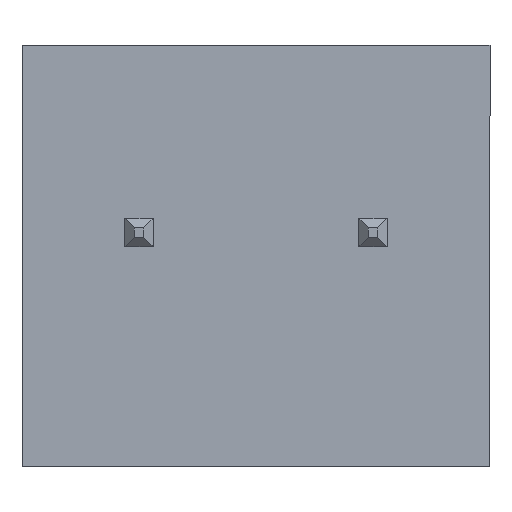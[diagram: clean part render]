
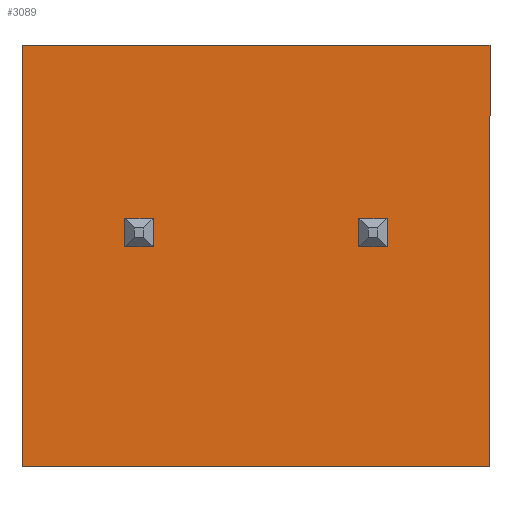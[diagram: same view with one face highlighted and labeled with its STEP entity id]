
A CAD part, front view. The second image highlights one B-rep face of the part: STEP entity #3089.
In plain terms, the highlighted planar face has unit normal (0, -1, 0).
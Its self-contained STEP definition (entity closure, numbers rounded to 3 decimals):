
#56 = DIRECTION ( 'NONE',  ( 1., 0., 0. ) ) ;
#116 = DIRECTION ( 'NONE',  ( 0., 1., 0. ) ) ;
#140 = DIRECTION ( 'NONE',  ( 0., 0., -1. ) ) ;
#172 = CARTESIAN_POINT ( 'NONE',  ( 4.7, 0., 0.3 ) ) ;
#240 = LINE ( 'NONE', #2653, #2177 ) ;
#269 = VECTOR ( 'NONE', #445, 1000. ) ;
#278 = ORIENTED_EDGE ( 'NONE', *, *, #2108, .T. ) ;
#318 = VECTOR ( 'NONE', #1346, 1000. ) ;
#357 = VECTOR ( 'NONE', #2824, 1000. ) ;
#370 = DIRECTION ( 'NONE',  ( 0., 0., 1. ) ) ;
#394 = DIRECTION ( 'NONE',  ( -1., 0., 0. ) ) ;
#444 = EDGE_CURVE ( 'NONE', #1588, #1381, #2440, .T. ) ;
#445 = DIRECTION ( 'NONE',  ( 0., 0., 1. ) ) ;
#460 = EDGE_LOOP ( 'NONE', ( #1726, #1880, #3057, #1630 ) ) ;
#461 = VERTEX_POINT ( 'NONE', #1380 ) ;
#500 = LINE ( 'NONE', #2333, #1176 ) ;
#687 = CARTESIAN_POINT ( 'NONE',  ( 5.3, 0., -0.3 ) ) ;
#693 = LINE ( 'NONE', #1089, #2695 ) ;
#716 = ORIENTED_EDGE ( 'NONE', *, *, #2720, .F. ) ;
#793 = ORIENTED_EDGE ( 'NONE', *, *, #2929, .T. ) ;
#838 = PLANE ( 'NONE',  #2296 ) ;
#843 = VECTOR ( 'NONE', #1317, 1000. ) ;
#875 = EDGE_LOOP ( 'NONE', ( #985, #2620, #716, #2040 ) ) ;
#885 = VECTOR ( 'NONE', #394, 1000. ) ;
#912 = VERTEX_POINT ( 'NONE', #2299 ) ;
#938 = LINE ( 'NONE', #172, #2762 ) ;
#946 = FACE_BOUND ( 'NONE', #1922, .T. ) ;
#962 = LINE ( 'NONE', #2790, #318 ) ;
#972 = CARTESIAN_POINT ( 'NONE',  ( 5.3, 0., 0.3 ) ) ;
#977 = EDGE_CURVE ( 'NONE', #2655, #1845, #2630, .T. ) ;
#985 = ORIENTED_EDGE ( 'NONE', *, *, #1673, .F. ) ;
#987 = LINE ( 'NONE', #1197, #269 ) ;
#991 = ORIENTED_EDGE ( 'NONE', *, *, #977, .T. ) ;
#997 = EDGE_CURVE ( 'NONE', #2952, #2655, #2697, .T. ) ;
#1006 = CARTESIAN_POINT ( 'NONE',  ( 0.3, 0., 0.3 ) ) ;
#1058 = EDGE_CURVE ( 'NONE', #461, #2208, #962, .T. ) ;
#1059 = LINE ( 'NONE', #1771, #1543 ) ;
#1089 = CARTESIAN_POINT ( 'NONE',  ( 0.3, 0., 0.3 ) ) ;
#1176 = VECTOR ( 'NONE', #2590, 1000. ) ;
#1197 = CARTESIAN_POINT ( 'NONE',  ( -2.5, 0., -5. ) ) ;
#1317 = DIRECTION ( 'NONE',  ( 0., 0., -1. ) ) ;
#1346 = DIRECTION ( 'NONE',  ( -1., 0., 0. ) ) ;
#1347 = CARTESIAN_POINT ( 'NONE',  ( 4.7, 0., 0.3 ) ) ;
#1380 = CARTESIAN_POINT ( 'NONE',  ( 7.5, 0., -5. ) ) ;
#1381 = VERTEX_POINT ( 'NONE', #2235 ) ;
#1383 = CARTESIAN_POINT ( 'NONE',  ( 0.3, 0., -0.3 ) ) ;
#1543 = VECTOR ( 'NONE', #56, 1000. ) ;
#1549 = LINE ( 'NONE', #3052, #357 ) ;
#1558 = DIRECTION ( 'NONE',  ( 1., 0., 0. ) ) ;
#1582 = FACE_BOUND ( 'NONE', #460, .T. ) ;
#1588 = VERTEX_POINT ( 'NONE', #3016 ) ;
#1630 = ORIENTED_EDGE ( 'NONE', *, *, #3084, .T. ) ;
#1673 = EDGE_CURVE ( 'NONE', #2208, #912, #987, .T. ) ;
#1726 = ORIENTED_EDGE ( 'NONE', *, *, #2700, .T. ) ;
#1771 = CARTESIAN_POINT ( 'NONE',  ( -2.5, 0., 4. ) ) ;
#1845 = VERTEX_POINT ( 'NONE', #2404 ) ;
#1856 = DIRECTION ( 'NONE',  ( 0., 0., 1. ) ) ;
#1880 = ORIENTED_EDGE ( 'NONE', *, *, #444, .T. ) ;
#1922 = EDGE_LOOP ( 'NONE', ( #991, #278, #793, #2732 ) ) ;
#1993 = FACE_OUTER_BOUND ( 'NONE', #875, .T. ) ;
#1995 = EDGE_CURVE ( 'NONE', #912, #2489, #1059, .T. ) ;
#2006 = CARTESIAN_POINT ( 'NONE',  ( 0., 0., 0. ) ) ;
#2040 = ORIENTED_EDGE ( 'NONE', *, *, #1995, .F. ) ;
#2045 = CARTESIAN_POINT ( 'NONE',  ( 5.3, 0., 0.3 ) ) ;
#2056 = DIRECTION ( 'NONE',  ( 0., 0., 1. ) ) ;
#2066 = LINE ( 'NONE', #2706, #843 ) ;
#2108 = EDGE_CURVE ( 'NONE', #1845, #2526, #938, .T. ) ;
#2154 = VECTOR ( 'NONE', #2056, 1000. ) ;
#2177 = VECTOR ( 'NONE', #2886, 1000. ) ;
#2208 = VERTEX_POINT ( 'NONE', #2846 ) ;
#2235 = CARTESIAN_POINT ( 'NONE',  ( -0.3, 0., 0.3 ) ) ;
#2269 = CARTESIAN_POINT ( 'NONE',  ( 7.5, 0., 4. ) ) ;
#2296 = AXIS2_PLACEMENT_3D ( 'NONE', #2006, #116, #370 ) ;
#2299 = CARTESIAN_POINT ( 'NONE',  ( -2.5, 0., 4. ) ) ;
#2333 = CARTESIAN_POINT ( 'NONE',  ( 0.3, 0., -0.3 ) ) ;
#2404 = CARTESIAN_POINT ( 'NONE',  ( 4.7, 0., -0.3 ) ) ;
#2440 = LINE ( 'NONE', #2982, #2154 ) ;
#2489 = VERTEX_POINT ( 'NONE', #2269 ) ;
#2517 = VECTOR ( 'NONE', #140, 1000. ) ;
#2526 = VERTEX_POINT ( 'NONE', #1347 ) ;
#2590 = DIRECTION ( 'NONE',  ( -1., 0., 0. ) ) ;
#2620 = ORIENTED_EDGE ( 'NONE', *, *, #1058, .F. ) ;
#2625 = EDGE_CURVE ( 'NONE', #1381, #3039, #693, .T. ) ;
#2630 = LINE ( 'NONE', #2989, #885 ) ;
#2653 = CARTESIAN_POINT ( 'NONE',  ( 5.3, 0., 0.3 ) ) ;
#2655 = VERTEX_POINT ( 'NONE', #687 ) ;
#2689 = VERTEX_POINT ( 'NONE', #1383 ) ;
#2695 = VECTOR ( 'NONE', #1558, 1000. ) ;
#2697 = LINE ( 'NONE', #2045, #2517 ) ;
#2700 = EDGE_CURVE ( 'NONE', #2689, #1588, #500, .T. ) ;
#2706 = CARTESIAN_POINT ( 'NONE',  ( 0.3, 0., 0.3 ) ) ;
#2720 = EDGE_CURVE ( 'NONE', #2489, #461, #1549, .T. ) ;
#2732 = ORIENTED_EDGE ( 'NONE', *, *, #997, .T. ) ;
#2762 = VECTOR ( 'NONE', #1856, 1000. ) ;
#2790 = CARTESIAN_POINT ( 'NONE',  ( -2.5, 0., -5. ) ) ;
#2824 = DIRECTION ( 'NONE',  ( 0., 0., -1. ) ) ;
#2846 = CARTESIAN_POINT ( 'NONE',  ( -2.5, 0., -5. ) ) ;
#2886 = DIRECTION ( 'NONE',  ( 1., 0., 0. ) ) ;
#2929 = EDGE_CURVE ( 'NONE', #2526, #2952, #240, .T. ) ;
#2952 = VERTEX_POINT ( 'NONE', #972 ) ;
#2982 = CARTESIAN_POINT ( 'NONE',  ( -0.3, 0., 0.3 ) ) ;
#2989 = CARTESIAN_POINT ( 'NONE',  ( 5.3, 0., -0.3 ) ) ;
#3016 = CARTESIAN_POINT ( 'NONE',  ( -0.3, 0., -0.3 ) ) ;
#3039 = VERTEX_POINT ( 'NONE', #1006 ) ;
#3052 = CARTESIAN_POINT ( 'NONE',  ( 7.5, 0., -5. ) ) ;
#3057 = ORIENTED_EDGE ( 'NONE', *, *, #2625, .T. ) ;
#3084 = EDGE_CURVE ( 'NONE', #3039, #2689, #2066, .T. ) ;
#3089 = ADVANCED_FACE ( 'NONE', ( #946, #1582, #1993 ), #838, .F. ) ;
